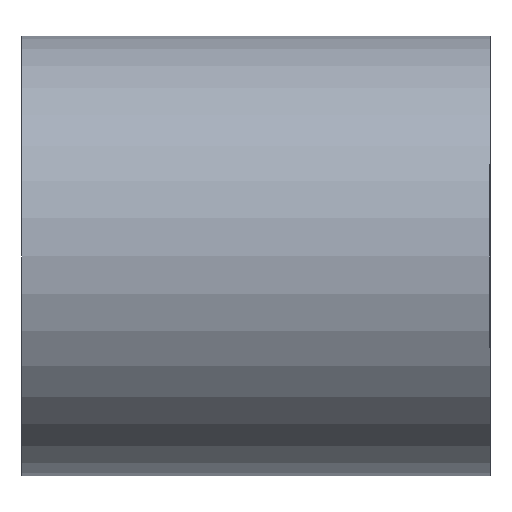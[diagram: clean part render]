
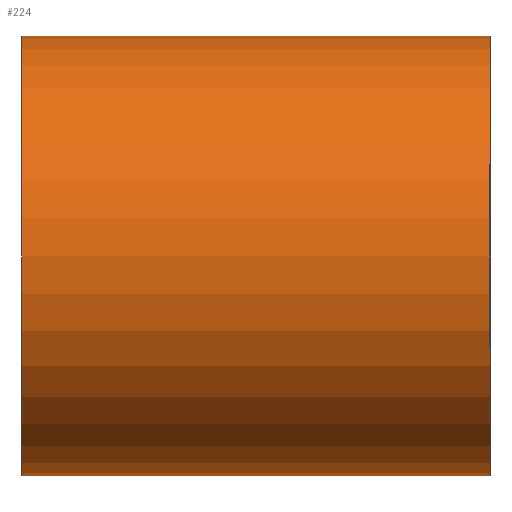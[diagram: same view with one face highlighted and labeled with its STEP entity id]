
A CAD part, left-side view. The second image highlights one B-rep face of the part: STEP entity #224.
In plain terms, the highlighted cylindrical face has radius 7 mm (diameter 14 mm), a partial arc.
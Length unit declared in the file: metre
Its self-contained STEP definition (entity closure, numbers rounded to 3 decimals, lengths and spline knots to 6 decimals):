
#16=CYLINDRICAL_SURFACE('',#254,0.007);
#24=LINE('',#379,#40);
#25=LINE('',#383,#41);
#40=VECTOR('',#292,1.);
#41=VECTOR('',#295,1.);
#62=ORIENTED_EDGE('',*,*,#116,.T.);
#63=ORIENTED_EDGE('',*,*,#117,.F.);
#64=ORIENTED_EDGE('',*,*,#118,.F.);
#65=ORIENTED_EDGE('',*,*,#119,.T.);
#116=EDGE_CURVE('',#143,#144,#158,.T.);
#117=EDGE_CURVE('',#145,#144,#24,.T.);
#118=EDGE_CURVE('',#146,#145,#159,.T.);
#119=EDGE_CURVE('',#146,#143,#25,.T.);
#143=VERTEX_POINT('',#377);
#144=VERTEX_POINT('',#378);
#145=VERTEX_POINT('',#380);
#146=VERTEX_POINT('',#382);
#158=CIRCLE('',#255,0.007);
#159=CIRCLE('',#256,0.007);
#170=EDGE_LOOP('',(#62,#63,#64,#65));
#196=FACE_BOUND('',#170,.T.);
#224=ADVANCED_FACE('',(#196),#16,.T.);
#254=AXIS2_PLACEMENT_3D('',#375,#288,#289);
#255=AXIS2_PLACEMENT_3D('',#376,#290,#291);
#256=AXIS2_PLACEMENT_3D('',#381,#293,#294);
#288=DIRECTION('',(0.,1.,0.));
#289=DIRECTION('',(0.,0.,1.));
#290=DIRECTION('',(0.,-1.,0.));
#291=DIRECTION('',(0.,0.,-1.));
#292=DIRECTION('',(0.,1.,0.));
#293=DIRECTION('',(0.,-1.,0.));
#294=DIRECTION('',(0.,0.,-1.));
#295=DIRECTION('',(0.,1.,0.));
#375=CARTESIAN_POINT('',(0.,-0.0802,0.011));
#376=CARTESIAN_POINT('',(0.,-0.0653,0.011));
#377=CARTESIAN_POINT('',(0.,-0.0653,0.018));
#378=CARTESIAN_POINT('',(0.,-0.0653,0.004));
#379=CARTESIAN_POINT('',(0.,-0.0802,0.004));
#380=CARTESIAN_POINT('',(0.,-0.0802,0.004));
#381=CARTESIAN_POINT('',(0.,-0.0802,0.011));
#382=CARTESIAN_POINT('',(0.,-0.0802,0.018));
#383=CARTESIAN_POINT('',(0.,-0.0802,0.018));
